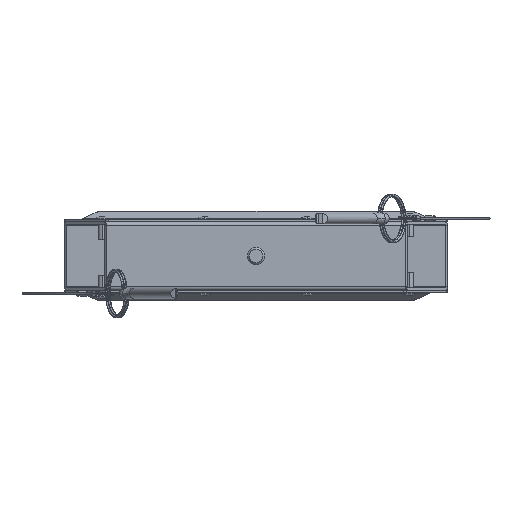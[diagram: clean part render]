
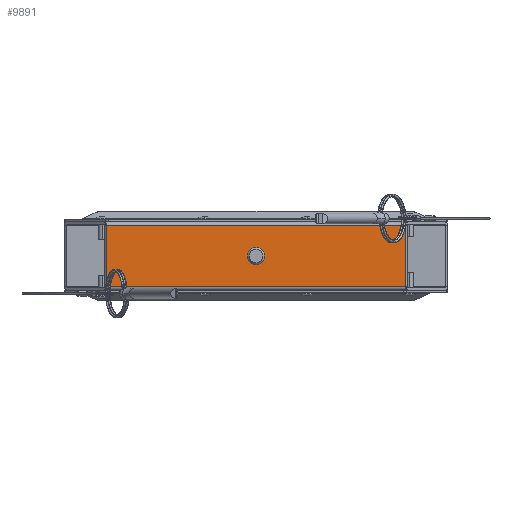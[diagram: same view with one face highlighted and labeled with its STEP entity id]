
A CAD part, front view. The second image highlights one B-rep face of the part: STEP entity #9891.
In plain terms, the highlighted planar face has unit normal (0, -1, 0).
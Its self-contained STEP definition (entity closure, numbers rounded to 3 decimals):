
#48 = CARTESIAN_POINT ( 'NONE',  ( 0., -12.5, 0. ) ) ;
#96 = DIRECTION ( 'NONE',  ( 0., -1., 0. ) ) ;
#107 = CARTESIAN_POINT ( 'NONE',  ( 87.5, -12.5, -20. ) ) ;
#147 = DIRECTION ( 'NONE',  ( 0., 0., 1. ) ) ;
#342 = CARTESIAN_POINT ( 'NONE',  ( 87.5, -12.5, 18. ) ) ;
#450 = DIRECTION ( 'NONE',  ( 1., 0., 0. ) ) ;
#846 = ORIENTED_EDGE ( 'NONE', *, *, #5669, .T. ) ;
#1224 = VECTOR ( 'NONE', #9455, 1000. ) ;
#2281 = EDGE_CURVE ( 'NONE', #7817, #6398, #4916, .T. ) ;
#2486 = CARTESIAN_POINT ( 'NONE',  ( 87.5, -12.5, -18. ) ) ;
#3019 = ORIENTED_EDGE ( 'NONE', *, *, #13052, .F. ) ;
#3047 = VERTEX_POINT ( 'NONE', #3360 ) ;
#3074 = EDGE_CURVE ( 'NONE', #3047, #10945, #9231, .T. ) ;
#3103 = DIRECTION ( 'NONE',  ( 0., 0., -1. ) ) ;
#3360 = CARTESIAN_POINT ( 'NONE',  ( -87.5, -12.5, -18. ) ) ;
#3543 = CARTESIAN_POINT ( 'NONE',  ( 112.5, -12.5, -18. ) ) ;
#3546 = ORIENTED_EDGE ( 'NONE', *, *, #7002, .F. ) ;
#4001 = CARTESIAN_POINT ( 'NONE',  ( 0., -12.5, 5. ) ) ;
#4664 = FACE_OUTER_BOUND ( 'NONE', #7573, .T. ) ;
#4707 = LINE ( 'NONE', #107, #1224 ) ;
#4883 = AXIS2_PLACEMENT_3D ( 'NONE', #48, #96, #3103 ) ;
#4916 = CIRCLE ( 'NONE', #5554, 5. ) ;
#4962 = VERTEX_POINT ( 'NONE', #342 ) ;
#5082 = DIRECTION ( 'NONE',  ( 0., 1., 0. ) ) ;
#5166 = CARTESIAN_POINT ( 'NONE',  ( 0., -12.5, -5. ) ) ;
#5554 = AXIS2_PLACEMENT_3D ( 'NONE', #12142, #6810, #10979 ) ;
#5669 = EDGE_CURVE ( 'NONE', #4962, #6737, #7782, .T. ) ;
#6160 = CARTESIAN_POINT ( 'NONE',  ( 112.5, -12.5, 20. ) ) ;
#6207 = PLANE ( 'NONE',  #9793 ) ;
#6398 = VERTEX_POINT ( 'NONE', #4001 ) ;
#6737 = VERTEX_POINT ( 'NONE', #8975 ) ;
#6810 = DIRECTION ( 'NONE',  ( 0., -1., 0. ) ) ;
#6861 = CIRCLE ( 'NONE', #4883, 5. ) ;
#6901 = EDGE_LOOP ( 'NONE', ( #10723, #3019 ) ) ;
#7002 = EDGE_CURVE ( 'NONE', #3047, #6737, #10567, .T. ) ;
#7573 = EDGE_LOOP ( 'NONE', ( #13407, #11923, #846, #3546 ) ) ;
#7624 = CARTESIAN_POINT ( 'NONE',  ( -87.5, -12.5, -20. ) ) ;
#7751 = VECTOR ( 'NONE', #147, 1000. ) ;
#7782 = LINE ( 'NONE', #12450, #10421 ) ;
#7817 = VERTEX_POINT ( 'NONE', #5166 ) ;
#7840 = FACE_BOUND ( 'NONE', #6901, .T. ) ;
#8975 = CARTESIAN_POINT ( 'NONE',  ( -87.5, -12.5, 18. ) ) ;
#9205 = DIRECTION ( 'NONE',  ( -1., 0., 0. ) ) ;
#9231 = LINE ( 'NONE', #3543, #12904 ) ;
#9455 = DIRECTION ( 'NONE',  ( 0., 0., 1. ) ) ;
#9793 = AXIS2_PLACEMENT_3D ( 'NONE', #6160, #5082, #10521 ) ;
#9891 = ADVANCED_FACE ( 'NONE', ( #7840, #4664 ), #6207, .F. ) ;
#10421 = VECTOR ( 'NONE', #9205, 1000. ) ;
#10521 = DIRECTION ( 'NONE',  ( 0., 0., 1. ) ) ;
#10567 = LINE ( 'NONE', #7624, #7751 ) ;
#10723 = ORIENTED_EDGE ( 'NONE', *, *, #2281, .F. ) ;
#10945 = VERTEX_POINT ( 'NONE', #2486 ) ;
#10979 = DIRECTION ( 'NONE',  ( 0., 0., -1. ) ) ;
#11814 = EDGE_CURVE ( 'NONE', #10945, #4962, #4707, .T. ) ;
#11923 = ORIENTED_EDGE ( 'NONE', *, *, #11814, .T. ) ;
#12142 = CARTESIAN_POINT ( 'NONE',  ( 0., -12.5, 0. ) ) ;
#12450 = CARTESIAN_POINT ( 'NONE',  ( 112.5, -12.5, 18. ) ) ;
#12904 = VECTOR ( 'NONE', #450, 1000. ) ;
#13052 = EDGE_CURVE ( 'NONE', #6398, #7817, #6861, .T. ) ;
#13407 = ORIENTED_EDGE ( 'NONE', *, *, #3074, .T. ) ;
